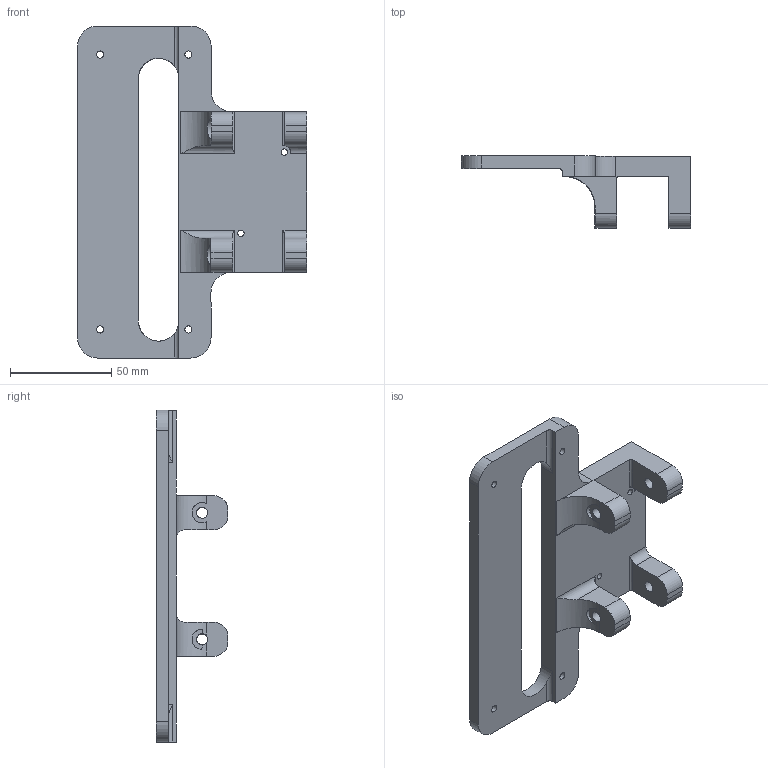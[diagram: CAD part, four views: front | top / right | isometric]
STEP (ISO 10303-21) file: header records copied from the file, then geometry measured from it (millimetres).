
FILE_DESCRIPTION(/* description */ (''),/* implementation_level */ '2;1');
FILE_NAME(/* name */ 'odriveAndBatteryMountV2.stp',/* time_stamp */ '2025-01-05T23:08:47-05:00',/* author */ ('derm'),/* organization */ (''),/* preprocessor_version */ 'ST-DEVELOPER v20',/* originating_system */ 'Autodesk Inventor 2025',/* authorisation */ '');
FILE_SCHEMA (('AUTOMOTIVE_DESIGN { 1 0 10303 214 3 1 1 }'));
Length unit declared in the file: millimetre
Products named in the file (1): odriveAndBatteryMountV2
Bounding box: 112.95 x 35.4 x 163.6 mm (x, y, z)
Volume: 113617.2 mm3; surface area: 36274.6 mm2
Topology: 1 solids, 1 shells, 69 faces, 206 edges, 137 vertices
Faces by surface type: cylinder 41, plane 28
Full cylindrical faces by diameter (mm): 3.2 x2, 3.5 x4, 5.5 x4
Entity records: 2526 total; most frequent: CARTESIAN_POINT 543, ORIENTED_EDGE 412, DIRECTION 401, EDGE_CURVE 206, AXIS2_PLACEMENT_3D 141, VERTEX_POINT 137, LINE 119, VECTOR 119
